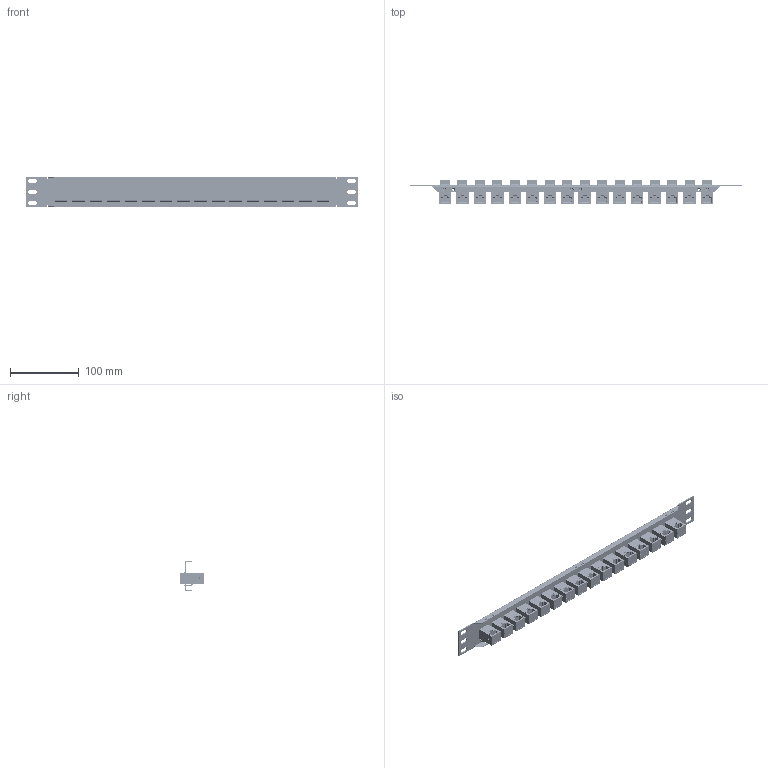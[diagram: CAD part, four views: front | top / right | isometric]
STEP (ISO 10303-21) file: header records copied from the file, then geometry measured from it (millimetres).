
FILE_DESCRIPTION (( 'STEP AP203' ), '1' );
FILE_NAME ('PR175R5E-16.STEP', '2014-10-15T19:12:32', ( 'x' ), ( '' ), 'SwSTEP 2.0', 'SolidWorks 2014', '' );
FILE_SCHEMA (( 'CONFIG_CONTROL_DESIGN' ));
Length unit declared in the file: inch
Products named in the file (15): TDG1026KC-R5E; 1AG02-001___; PR175R5E-16; TDG1026KC-R5E-MA3___; 1AG01-052___; 1AG02-004___; PR175UJ16-PROD; 1AG02-003; 1BC01-009; TDG1026KC-R5E-MA4___; 1AG01-008; TDG1026KC-R5E-MA2; 1AG01-051___; 1AG01-010; 1AG02-002___
Assembly tree (41 placements, depth 5):
  PR175R5E-16
    PR175UJ16-PROD
    TDG1026KC-R5E  x16
      TDG1026KC-R5E-MA2
        1BC01-009
        1AG01-008
        TDG1026KC-R5E-MA3___
          1AG01-051___
          1AG02-002___  x4
          1AG02-001___  x4
        TDG1026KC-R5E-MA4___
          1AG01-052___
          1AG02-004___  x4
          1AG02-003  x4
      1AG01-010
Bounding box: 482.6 x 35.05 x 43.94 mm (x, y, z)
Volume: 120533.9 mm3; surface area: 192273.1 mm2
Topology: 337 solids, 337 shells, 18108 faces, 46653 edges, 29934 vertices
Faces by surface type: plane 12650, cylinder 2832, bspline 2538, cone 88
Entity records: 62757 total; most frequent: CARTESIAN_POINT 26581, ORIENTED_EDGE 7668, DIRECTION 5630, EDGE_CURVE 3834, VECTOR 2832, LINE 2832, VERTEX_POINT 2526, EDGE_LOOP 1632
